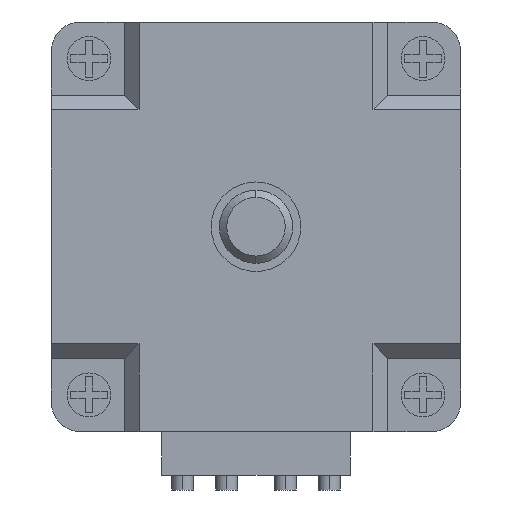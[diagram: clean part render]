
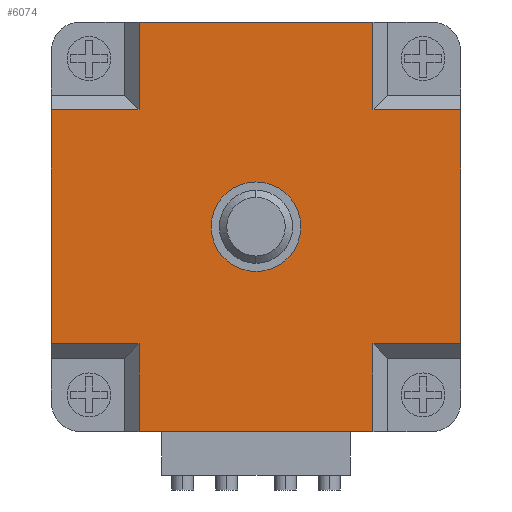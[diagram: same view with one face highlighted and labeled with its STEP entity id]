
A CAD part, left-side view. The second image highlights one B-rep face of the part: STEP entity #6074.
In plain terms, the highlighted planar face has unit normal (-1, 0, 0).
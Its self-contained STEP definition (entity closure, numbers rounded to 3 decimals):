
#36 = DIRECTION ( 'NONE',  ( -1., 0., 0. ) ) ;
#49 = VERTEX_POINT ( 'NONE', #5135 ) ;
#183 = ORIENTED_EDGE ( 'NONE', *, *, #784, .F. ) ;
#269 = VERTEX_POINT ( 'NONE', #1990 ) ;
#311 = EDGE_CURVE ( 'NONE', #2262, #6684, #4593, .T. ) ;
#333 = VERTEX_POINT ( 'NONE', #6806 ) ;
#502 = AXIS2_PLACEMENT_3D ( 'NONE', #5212, #2080, #5363 ) ;
#664 = DIRECTION ( 'NONE',  ( 1., 0., 0. ) ) ;
#665 = VECTOR ( 'NONE', #1428, 1000. ) ;
#738 = EDGE_CURVE ( 'NONE', #49, #269, #6762, .T. ) ;
#751 = CARTESIAN_POINT ( 'NONE',  ( -50., 14., 8. ) ) ;
#784 = EDGE_CURVE ( 'NONE', #6571, #2545, #6163, .T. ) ;
#792 = VERTEX_POINT ( 'NONE', #3581 ) ;
#844 = ORIENTED_EDGE ( 'NONE', *, *, #3040, .T. ) ;
#894 = ORIENTED_EDGE ( 'NONE', *, *, #1092, .T. ) ;
#1058 = ORIENTED_EDGE ( 'NONE', *, *, #4698, .T. ) ;
#1092 = EDGE_CURVE ( 'NONE', #792, #5708, #5638, .T. ) ;
#1154 = EDGE_LOOP ( 'NONE', ( #6229, #844 ) ) ;
#1160 = LINE ( 'NONE', #3204, #6535 ) ;
#1397 = CARTESIAN_POINT ( 'NONE',  ( -50., -14., 14. ) ) ;
#1413 = VECTOR ( 'NONE', #4503, 1000. ) ;
#1428 = DIRECTION ( 'NONE',  ( 0., -1., 0. ) ) ;
#1443 = DIRECTION ( 'NONE',  ( 0., 0., -1. ) ) ;
#1501 = ORIENTED_EDGE ( 'NONE', *, *, #6372, .F. ) ;
#1568 = VERTEX_POINT ( 'NONE', #2697 ) ;
#1610 = LINE ( 'NONE', #3794, #5069 ) ;
#1636 = AXIS2_PLACEMENT_3D ( 'NONE', #3143, #36, #4190 ) ;
#1677 = DIRECTION ( 'NONE',  ( 0., 1., 0. ) ) ;
#1790 = ORIENTED_EDGE ( 'NONE', *, *, #3604, .T. ) ;
#1832 = EDGE_CURVE ( 'NONE', #6571, #792, #4020, .T. ) ;
#1881 = LINE ( 'NONE', #5562, #1413 ) ;
#1916 = CARTESIAN_POINT ( 'NONE',  ( -50., 14., 8. ) ) ;
#1920 = ORIENTED_EDGE ( 'NONE', *, *, #738, .T. ) ;
#1975 = VERTEX_POINT ( 'NONE', #4211 ) ;
#1986 = VECTOR ( 'NONE', #2999, 1000. ) ;
#1990 = CARTESIAN_POINT ( 'NONE',  ( -50., -8., -8. ) ) ;
#2080 = DIRECTION ( 'NONE',  ( 1., 0., 0. ) ) ;
#2228 = CARTESIAN_POINT ( 'NONE',  ( -50., 0., 8. ) ) ;
#2262 = VERTEX_POINT ( 'NONE', #6789 ) ;
#2536 = DIRECTION ( 'NONE',  ( 0., 0., 1. ) ) ;
#2545 = VERTEX_POINT ( 'NONE', #2897 ) ;
#2569 = VERTEX_POINT ( 'NONE', #4912 ) ;
#2614 = CARTESIAN_POINT ( 'NONE',  ( -50., 0., -8. ) ) ;
#2683 = LINE ( 'NONE', #2228, #4964 ) ;
#2697 = CARTESIAN_POINT ( 'NONE',  ( -50., -8., 8. ) ) ;
#2777 = CARTESIAN_POINT ( 'NONE',  ( -50., -14., -14. ) ) ;
#2872 = FACE_OUTER_BOUND ( 'NONE', #3746, .T. ) ;
#2897 = CARTESIAN_POINT ( 'NONE',  ( -50., -8., 14. ) ) ;
#2999 = DIRECTION ( 'NONE',  ( 0., 0., -1. ) ) ;
#3040 = EDGE_CURVE ( 'NONE', #1975, #333, #3292, .T. ) ;
#3140 = VECTOR ( 'NONE', #3624, 1000. ) ;
#3143 = CARTESIAN_POINT ( 'NONE',  ( -50., 0., 0. ) ) ;
#3159 = ORIENTED_EDGE ( 'NONE', *, *, #5695, .F. ) ;
#3204 = CARTESIAN_POINT ( 'NONE',  ( -50., -14., -8. ) ) ;
#3292 = CIRCLE ( 'NONE', #502, 3.06 ) ;
#3349 = CARTESIAN_POINT ( 'NONE',  ( -50., 8., 14. ) ) ;
#3395 = FACE_BOUND ( 'NONE', #1154, .T. ) ;
#3459 = ORIENTED_EDGE ( 'NONE', *, *, #5226, .T. ) ;
#3561 = EDGE_CURVE ( 'NONE', #269, #2569, #1160, .T. ) ;
#3581 = CARTESIAN_POINT ( 'NONE',  ( -50., 8., 8. ) ) ;
#3604 = EDGE_CURVE ( 'NONE', #6602, #1568, #2683, .T. ) ;
#3624 = DIRECTION ( 'NONE',  ( 0., -1., 0. ) ) ;
#3726 = DIRECTION ( 'NONE',  ( 0., 0., 1. ) ) ;
#3746 = EDGE_LOOP ( 'NONE', ( #5150, #1920, #5377, #1501, #1790, #3459, #183, #4995, #894, #3159, #1058, #5525 ) ) ;
#3757 = LINE ( 'NONE', #2777, #4842 ) ;
#3794 = CARTESIAN_POINT ( 'NONE',  ( -50., -8., 14. ) ) ;
#3800 = VECTOR ( 'NONE', #4119, 1000. ) ;
#4020 = LINE ( 'NONE', #4664, #3800 ) ;
#4119 = DIRECTION ( 'NONE',  ( 0., 0., -1. ) ) ;
#4190 = DIRECTION ( 'NONE',  ( 0., 0., 1. ) ) ;
#4211 = CARTESIAN_POINT ( 'NONE',  ( -50., 0., 3.06 ) ) ;
#4503 = DIRECTION ( 'NONE',  ( 0., 0., 1. ) ) ;
#4555 = VECTOR ( 'NONE', #4679, 1000. ) ;
#4589 = CARTESIAN_POINT ( 'NONE',  ( -50., -14., 8. ) ) ;
#4593 = LINE ( 'NONE', #5759, #1986 ) ;
#4664 = CARTESIAN_POINT ( 'NONE',  ( -50., 8., 0. ) ) ;
#4679 = DIRECTION ( 'NONE',  ( 0., 1., 0. ) ) ;
#4698 = EDGE_CURVE ( 'NONE', #6051, #2262, #5181, .T. ) ;
#4710 = VECTOR ( 'NONE', #1443, 1000. ) ;
#4715 = PLANE ( 'NONE',  #1636 ) ;
#4761 = CIRCLE ( 'NONE', #5996, 3.06 ) ;
#4805 = DIRECTION ( 'NONE',  ( 0., 1., 0. ) ) ;
#4842 = VECTOR ( 'NONE', #1677, 1000. ) ;
#4872 = CARTESIAN_POINT ( 'NONE',  ( -50., 0., 0. ) ) ;
#4906 = DIRECTION ( 'NONE',  ( 0., 0., -1. ) ) ;
#4912 = CARTESIAN_POINT ( 'NONE',  ( -50., -14., -8. ) ) ;
#4964 = VECTOR ( 'NONE', #4805, 1000. ) ;
#4995 = ORIENTED_EDGE ( 'NONE', *, *, #1832, .T. ) ;
#5069 = VECTOR ( 'NONE', #3726, 1000. ) ;
#5135 = CARTESIAN_POINT ( 'NONE',  ( -50., -8., -14. ) ) ;
#5150 = ORIENTED_EDGE ( 'NONE', *, *, #5220, .F. ) ;
#5181 = LINE ( 'NONE', #2614, #3140 ) ;
#5212 = CARTESIAN_POINT ( 'NONE',  ( -50., 0., 0. ) ) ;
#5220 = EDGE_CURVE ( 'NONE', #49, #6684, #3757, .T. ) ;
#5226 = EDGE_CURVE ( 'NONE', #1568, #2545, #1610, .T. ) ;
#5363 = DIRECTION ( 'NONE',  ( 0., 0., -1. ) ) ;
#5377 = ORIENTED_EDGE ( 'NONE', *, *, #3561, .T. ) ;
#5525 = ORIENTED_EDGE ( 'NONE', *, *, #311, .T. ) ;
#5526 = CARTESIAN_POINT ( 'NONE',  ( -50., 14., -8. ) ) ;
#5562 = CARTESIAN_POINT ( 'NONE',  ( -50., 14., 14. ) ) ;
#5638 = LINE ( 'NONE', #1916, #4555 ) ;
#5695 = EDGE_CURVE ( 'NONE', #6051, #5708, #1881, .T. ) ;
#5708 = VERTEX_POINT ( 'NONE', #751 ) ;
#5748 = CARTESIAN_POINT ( 'NONE',  ( -50., -8., 0. ) ) ;
#5759 = CARTESIAN_POINT ( 'NONE',  ( -50., 8., -14. ) ) ;
#5996 = AXIS2_PLACEMENT_3D ( 'NONE', #4872, #664, #4906 ) ;
#6051 = VERTEX_POINT ( 'NONE', #5526 ) ;
#6074 = ADVANCED_FACE ( 'NONE', ( #3395, #2872 ), #4715, .T. ) ;
#6163 = LINE ( 'NONE', #1397, #665 ) ;
#6172 = CARTESIAN_POINT ( 'NONE',  ( -50., 8., -14. ) ) ;
#6229 = ORIENTED_EDGE ( 'NONE', *, *, #6502, .T. ) ;
#6372 = EDGE_CURVE ( 'NONE', #6602, #2569, #6647, .T. ) ;
#6390 = DIRECTION ( 'NONE',  ( 0., -1., 0. ) ) ;
#6502 = EDGE_CURVE ( 'NONE', #333, #1975, #4761, .T. ) ;
#6535 = VECTOR ( 'NONE', #6390, 1000. ) ;
#6571 = VERTEX_POINT ( 'NONE', #3349 ) ;
#6602 = VERTEX_POINT ( 'NONE', #4589 ) ;
#6647 = LINE ( 'NONE', #6747, #4710 ) ;
#6684 = VERTEX_POINT ( 'NONE', #6172 ) ;
#6689 = VECTOR ( 'NONE', #2536, 1000. ) ;
#6747 = CARTESIAN_POINT ( 'NONE',  ( -50., -14., 14. ) ) ;
#6762 = LINE ( 'NONE', #5748, #6689 ) ;
#6789 = CARTESIAN_POINT ( 'NONE',  ( -50., 8., -8. ) ) ;
#6806 = CARTESIAN_POINT ( 'NONE',  ( -50., 0., -3.06 ) ) ;
